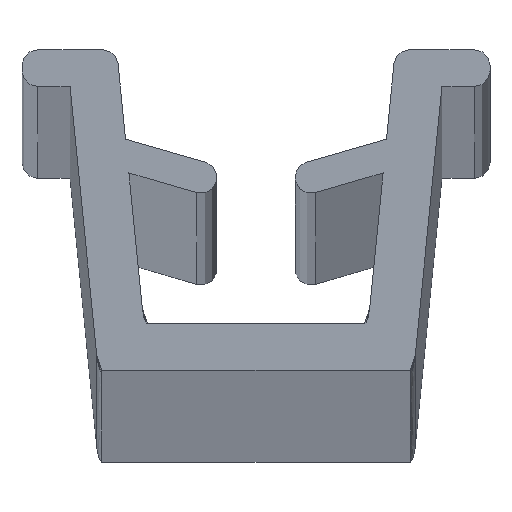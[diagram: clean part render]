
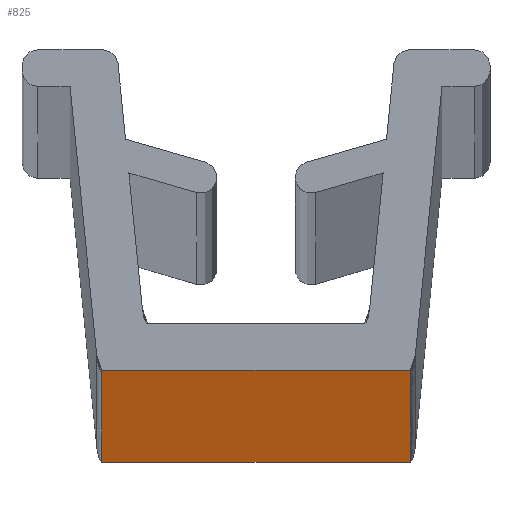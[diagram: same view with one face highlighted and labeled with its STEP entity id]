
A CAD part, top view. The second image highlights one B-rep face of the part: STEP entity #825.
In plain terms, the highlighted planar face has unit normal (0, -1, 0).
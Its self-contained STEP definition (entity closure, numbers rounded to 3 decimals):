
#22 = EDGE_CURVE ( 'NONE', #722, #870, #948, .T. ) ;
#24 = EDGE_CURVE ( 'NONE', #722, #852, #1320, .T. ) ;
#34 = ORIENTED_EDGE ( 'NONE', *, *, #651, .T. ) ;
#220 = CARTESIAN_POINT ( 'NONE',  ( 2.929, 0., 666.667 ) ) ;
#235 = B_SPLINE_CURVE_WITH_KNOTS ( 'NONE', 3,
 ( #522, #331, #220, #516 ),
 .UNSPECIFIED., .F., .F.,
 ( 4, 4 ),
 ( 0., 1. ),
 .UNSPECIFIED. ) ;
#303 = CARTESIAN_POINT ( 'NONE',  ( -2.929, 0., 1000. ) ) ;
#331 = CARTESIAN_POINT ( 'NONE',  ( 2.929, 0., 333.333 ) ) ;
#333 = FACE_OUTER_BOUND ( 'NONE', #490, .T. ) ;
#337 = DIRECTION ( 'NONE',  ( 1., 0., 0. ) ) ;
#363 = DIRECTION ( 'NONE',  ( 0., 1., 0. ) ) ;
#371 = CARTESIAN_POINT ( 'NONE',  ( -2.929, 0., 0. ) ) ;
#404 = ORIENTED_EDGE ( 'NONE', *, *, #22, .T. ) ;
#413 = CARTESIAN_POINT ( 'NONE',  ( 0., 0., 0. ) ) ;
#428 = CARTESIAN_POINT ( 'NONE',  ( 2.929, 0., 0. ) ) ;
#447 = AXIS2_PLACEMENT_3D ( 'NONE', #658, #363, #970 ) ;
#464 = CARTESIAN_POINT ( 'NONE',  ( 2.929, 0., 1000. ) ) ;
#490 = EDGE_LOOP ( 'NONE', ( #34, #601, #794, #404 ) ) ;
#516 = CARTESIAN_POINT ( 'NONE',  ( 2.929, 0., 1000. ) ) ;
#522 = CARTESIAN_POINT ( 'NONE',  ( 2.929, 0., 0. ) ) ;
#523 = VERTEX_POINT ( 'NONE', #428 ) ;
#595 = CARTESIAN_POINT ( 'NONE',  ( 0., 0., 1000. ) ) ;
#601 = ORIENTED_EDGE ( 'NONE', *, *, #624, .T. ) ;
#624 = EDGE_CURVE ( 'NONE', #523, #852, #235, .T. ) ;
#651 = EDGE_CURVE ( 'NONE', #870, #523, #1287, .T. ) ;
#658 = CARTESIAN_POINT ( 'NONE',  ( 0., 0., 1000. ) ) ;
#722 = VERTEX_POINT ( 'NONE', #832 ) ;
#744 = PLANE ( 'NONE',  #447 ) ;
#794 = ORIENTED_EDGE ( 'NONE', *, *, #24, .F. ) ;
#825 = ADVANCED_FACE ( 'NONE', ( #333 ), #744, .F. ) ;
#832 = CARTESIAN_POINT ( 'NONE',  ( -2.929, 0., 1000. ) ) ;
#852 = VERTEX_POINT ( 'NONE', #464 ) ;
#870 = VERTEX_POINT ( 'NONE', #371 ) ;
#912 = CARTESIAN_POINT ( 'NONE',  ( -2.929, 0., 0. ) ) ;
#916 = VECTOR ( 'NONE', #337, 1000. ) ;
#948 = B_SPLINE_CURVE_WITH_KNOTS ( 'NONE', 3,
 ( #303, #1215, #1112, #912 ),
 .UNSPECIFIED., .F., .F.,
 ( 4, 4 ),
 ( 0., 1. ),
 .UNSPECIFIED. ) ;
#970 = DIRECTION ( 'NONE',  ( -1., 0., 0. ) ) ;
#1112 = CARTESIAN_POINT ( 'NONE',  ( -2.929, 0., 333.333 ) ) ;
#1118 = DIRECTION ( 'NONE',  ( 1., 0., 0. ) ) ;
#1119 = VECTOR ( 'NONE', #1118, 1000. ) ;
#1215 = CARTESIAN_POINT ( 'NONE',  ( -2.929, 0., 666.667 ) ) ;
#1287 = LINE ( 'NONE', #413, #916 ) ;
#1320 = LINE ( 'NONE', #595, #1119 ) ;
